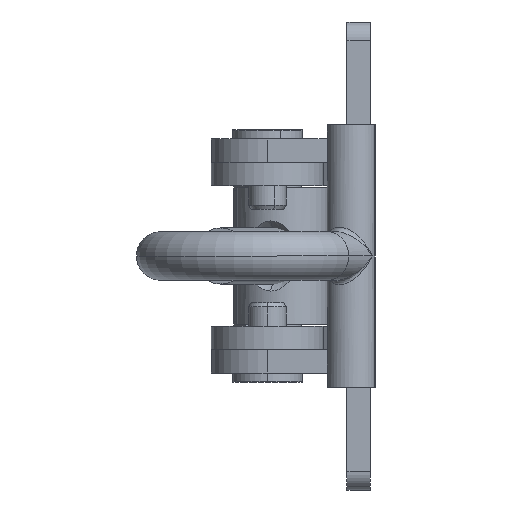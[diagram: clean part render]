
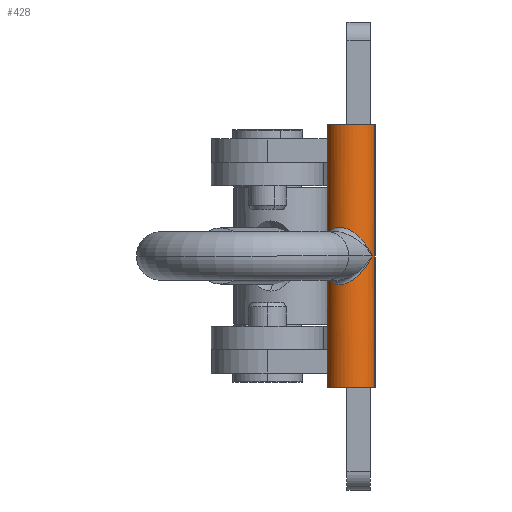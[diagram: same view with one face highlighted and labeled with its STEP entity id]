
A CAD part, left-side view. The second image highlights one B-rep face of the part: STEP entity #428.
In plain terms, the highlighted cylindrical face has radius 2.59 mm (diameter 5.18 mm), a partial arc.
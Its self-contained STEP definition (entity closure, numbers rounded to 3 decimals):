
#114 = VERTEX_POINT ( 'NONE', #499 ) ;
#119 = CARTESIAN_POINT ( 'NONE',  ( -22.649, 56.323, 0. ) ) ;
#141 = ORIENTED_EDGE ( 'NONE', *, *, #2749, .T. ) ;
#202 = VERTEX_POINT ( 'NONE', #2856 ) ;
#356 = ORIENTED_EDGE ( 'NONE', *, *, #3348, .T. ) ;
#428 = ADVANCED_FACE ( 'NONE', ( #852 ), #4239, .T. ) ;
#499 = CARTESIAN_POINT ( 'NONE',  ( -22.737, 55.652, 14. ) ) ;
#503 = AXIS2_PLACEMENT_3D ( 'NONE', #3529, #3233, #3217 ) ;
#583 = CARTESIAN_POINT ( 'NONE',  ( -17.557, 55.652, 0.8 ) ) ;
#588 = CARTESIAN_POINT ( 'NONE',  ( -22.737, 55.652, -14. ) ) ;
#603 = VERTEX_POINT ( 'NONE', #4181 ) ;
#608 = VERTEX_POINT ( 'NONE', #588 ) ;
#635 =( BOUNDED_CURVE ( )  B_SPLINE_CURVE ( 3, ( #2123, #2053, #2028, #1796 ),
 .UNSPECIFIED., .F., .T. ) 
 B_SPLINE_CURVE_WITH_KNOTS ( ( 4, 4 ),
 ( 1.571, 4.451 ),
 .UNSPECIFIED. ) 
 CURVE ( )  GEOMETRIC_REPRESENTATION_ITEM ( )  RATIONAL_B_SPLINE_CURVE ( ( 1., 0.42, 0.42, 1. ) ) 
 REPRESENTATION_ITEM ( '' )  );
#691 = CIRCLE ( 'NONE', #3238, 2.59 ) ;
#784 = EDGE_CURVE ( 'NONE', #3882, #202, #1477, .T. ) ;
#852 = FACE_OUTER_BOUND ( 'NONE', #1208, .T. ) ;
#885 = DIRECTION ( 'NONE',  ( 1., 0., 0. ) ) ;
#906 = VERTEX_POINT ( 'NONE', #1674 ) ;
#925 = DIRECTION ( 'NONE',  ( 0., 0., 1. ) ) ;
#963 = CIRCLE ( 'NONE', #503, 2.59 ) ;
#1208 = EDGE_LOOP ( 'NONE', ( #2243, #3434, #4381, #141, #2896, #356, #2772 ) ) ;
#1477 =( BOUNDED_CURVE ( )  B_SPLINE_CURVE ( 3, ( #583, #1682, #4092, #119 ),
 .UNSPECIFIED., .F., .T. ) 
 B_SPLINE_CURVE_WITH_KNOTS ( ( 4, 4 ),
 ( 1.833, 4.712 ),
 .UNSPECIFIED. ) 
 CURVE ( )  GEOMETRIC_REPRESENTATION_ITEM ( )  RATIONAL_B_SPLINE_CURVE ( ( 1., 0.42, 0.42, 1. ) ) 
 REPRESENTATION_ITEM ( '' )  );
#1517 = VERTEX_POINT ( 'NONE', #4203 ) ;
#1594 = CARTESIAN_POINT ( 'NONE',  ( -17.557, 55.652, 14. ) ) ;
#1674 = CARTESIAN_POINT ( 'NONE',  ( -17.557, 55.652, -0.8 ) ) ;
#1682 = CARTESIAN_POINT ( 'NONE',  ( -17.557, 59.725, 5.493 ) ) ;
#1751 = DIRECTION ( 'NONE',  ( 0., 0., -1. ) ) ;
#1796 = CARTESIAN_POINT ( 'NONE',  ( -17.557, 55.652, -0.8 ) ) ;
#1865 = EDGE_CURVE ( 'NONE', #906, #1517, #2005, .T. ) ;
#2005 = LINE ( 'NONE', #1594, #2913 ) ;
#2028 = CARTESIAN_POINT ( 'NONE',  ( -17.557, 59.725, -5.493 ) ) ;
#2037 = LINE ( 'NONE', #2761, #3499 ) ;
#2053 = CARTESIAN_POINT ( 'NONE',  ( -21.595, 60.257, -4.859 ) ) ;
#2123 = CARTESIAN_POINT ( 'NONE',  ( -22.649, 56.323, 0. ) ) ;
#2243 = ORIENTED_EDGE ( 'NONE', *, *, #3115, .F. ) ;
#2501 = LINE ( 'NONE', #3736, #4236 ) ;
#2696 = DIRECTION ( 'NONE',  ( -1., 0., 0. ) ) ;
#2728 = EDGE_CURVE ( 'NONE', #603, #3882, #2037, .T. ) ;
#2748 = DIRECTION ( 'NONE',  ( 0., 0., -1. ) ) ;
#2749 = EDGE_CURVE ( 'NONE', #202, #906, #635, .T. ) ;
#2761 = CARTESIAN_POINT ( 'NONE',  ( -17.557, 55.652, 14. ) ) ;
#2772 = ORIENTED_EDGE ( 'NONE', *, *, #4132, .F. ) ;
#2851 = AXIS2_PLACEMENT_3D ( 'NONE', #3996, #2966, #2696 ) ;
#2856 = CARTESIAN_POINT ( 'NONE',  ( -22.649, 56.323, 0. ) ) ;
#2896 = ORIENTED_EDGE ( 'NONE', *, *, #1865, .T. ) ;
#2913 = VECTOR ( 'NONE', #3829, 1000. ) ;
#2966 = DIRECTION ( 'NONE',  ( 0., 0., -1. ) ) ;
#3115 = EDGE_CURVE ( 'NONE', #603, #114, #963, .T. ) ;
#3217 = DIRECTION ( 'NONE',  ( 1., 0., 0. ) ) ;
#3233 = DIRECTION ( 'NONE',  ( 0., 0., 1. ) ) ;
#3238 = AXIS2_PLACEMENT_3D ( 'NONE', #4281, #925, #885 ) ;
#3348 = EDGE_CURVE ( 'NONE', #1517, #608, #691, .T. ) ;
#3434 = ORIENTED_EDGE ( 'NONE', *, *, #2728, .T. ) ;
#3499 = VECTOR ( 'NONE', #2748, 1000. ) ;
#3529 = CARTESIAN_POINT ( 'NONE',  ( -20.147, 55.652, 14. ) ) ;
#3736 = CARTESIAN_POINT ( 'NONE',  ( -22.737, 55.652, 14. ) ) ;
#3829 = DIRECTION ( 'NONE',  ( 0., 0., -1. ) ) ;
#3882 = VERTEX_POINT ( 'NONE', #3890 ) ;
#3890 = CARTESIAN_POINT ( 'NONE',  ( -17.557, 55.652, 0.8 ) ) ;
#3996 = CARTESIAN_POINT ( 'NONE',  ( -20.147, 55.652, 14. ) ) ;
#4092 = CARTESIAN_POINT ( 'NONE',  ( -21.595, 60.257, 4.859 ) ) ;
#4132 = EDGE_CURVE ( 'NONE', #114, #608, #2501, .T. ) ;
#4181 = CARTESIAN_POINT ( 'NONE',  ( -17.557, 55.652, 14. ) ) ;
#4203 = CARTESIAN_POINT ( 'NONE',  ( -17.557, 55.652, -14. ) ) ;
#4236 = VECTOR ( 'NONE', #1751, 1000. ) ;
#4239 = CYLINDRICAL_SURFACE ( 'NONE', #2851, 2.59 ) ;
#4281 = CARTESIAN_POINT ( 'NONE',  ( -20.147, 55.652, -14. ) ) ;
#4381 = ORIENTED_EDGE ( 'NONE', *, *, #784, .T. ) ;
